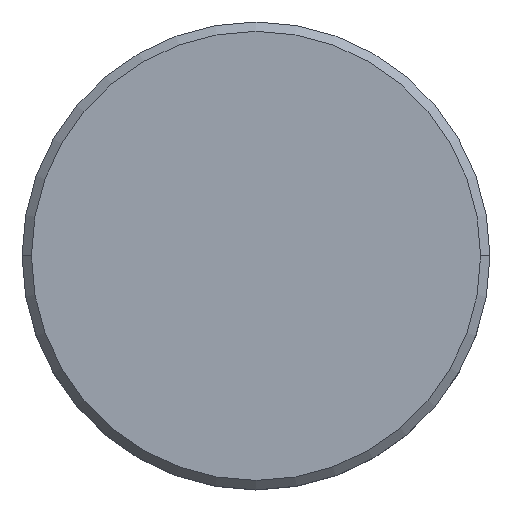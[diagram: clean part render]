
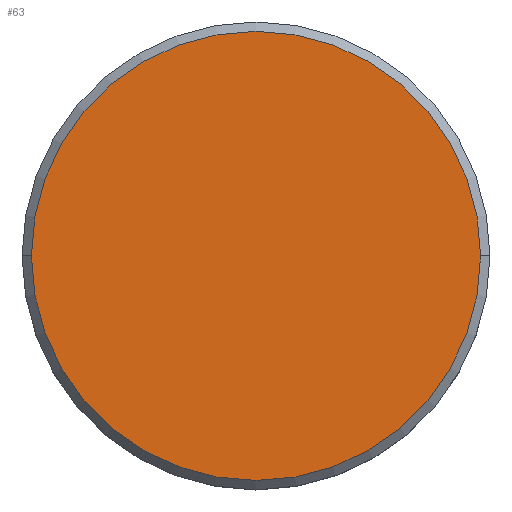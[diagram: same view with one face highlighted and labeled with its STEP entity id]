
A CAD part, top view. The second image highlights one B-rep face of the part: STEP entity #63.
In plain terms, the highlighted planar face has unit normal (0, 0, 1).
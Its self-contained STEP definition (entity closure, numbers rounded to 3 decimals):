
#63 = ADVANCED_FACE ( 'NONE', ( #546 ), #69, .T. ) ;
#69 = PLANE ( 'NONE',  #454 ) ;
#72 = DIRECTION ( 'NONE',  ( 0., 0., 1. ) ) ;
#98 = ORIENTED_EDGE ( 'NONE', *, *, #966, .T. ) ;
#193 = CIRCLE ( 'NONE', #487, 12. ) ;
#217 = CARTESIAN_POINT ( 'NONE',  ( 12., 0., 0. ) ) ;
#220 = CARTESIAN_POINT ( 'NONE',  ( 0., 0., 0. ) ) ;
#238 = EDGE_CURVE ( 'NONE', #704, #260, #389, .T. ) ;
#260 = VERTEX_POINT ( 'NONE', #1042 ) ;
#389 = CIRCLE ( 'NONE', #839, 12. ) ;
#417 = DIRECTION ( 'NONE',  ( 1., 0., 0. ) ) ;
#454 = AXIS2_PLACEMENT_3D ( 'NONE', #816, #1001, #643 ) ;
#487 = AXIS2_PLACEMENT_3D ( 'NONE', #1074, #72, #629 ) ;
#546 = FACE_OUTER_BOUND ( 'NONE', #973, .T. ) ;
#629 = DIRECTION ( 'NONE',  ( 1., 0., 0. ) ) ;
#643 = DIRECTION ( 'NONE',  ( 1., 0., 0. ) ) ;
#704 = VERTEX_POINT ( 'NONE', #217 ) ;
#816 = CARTESIAN_POINT ( 'NONE',  ( 0., 0., 0. ) ) ;
#839 = AXIS2_PLACEMENT_3D ( 'NONE', #220, #861, #417 ) ;
#861 = DIRECTION ( 'NONE',  ( 0., 0., 1. ) ) ;
#904 = ORIENTED_EDGE ( 'NONE', *, *, #238, .T. ) ;
#966 = EDGE_CURVE ( 'NONE', #260, #704, #193, .T. ) ;
#973 = EDGE_LOOP ( 'NONE', ( #98, #904 ) ) ;
#1001 = DIRECTION ( 'NONE',  ( 0., 0., 1. ) ) ;
#1042 = CARTESIAN_POINT ( 'NONE',  ( -12., 0., 0. ) ) ;
#1074 = CARTESIAN_POINT ( 'NONE',  ( 0., 0., 0. ) ) ;
